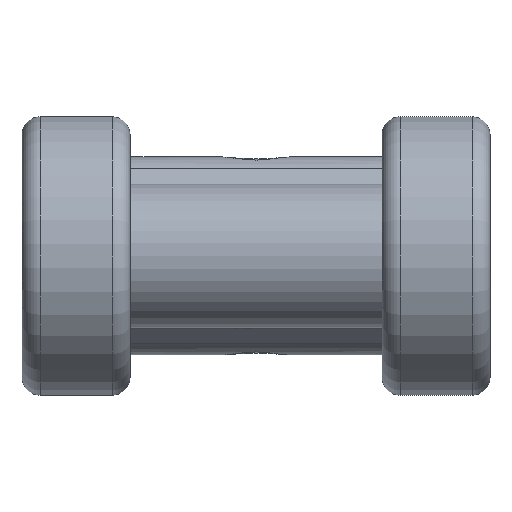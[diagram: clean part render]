
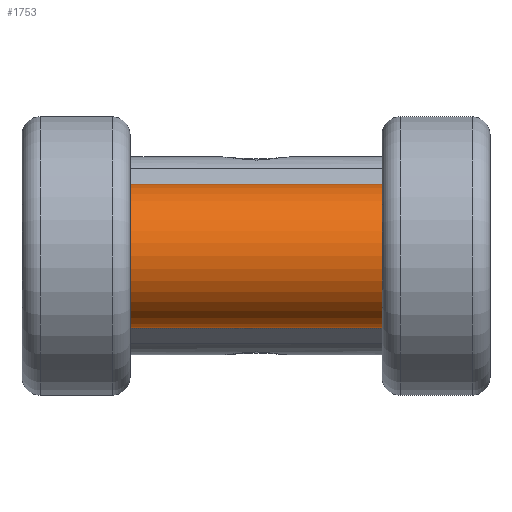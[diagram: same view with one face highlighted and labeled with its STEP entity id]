
A CAD part, front view. The second image highlights one B-rep face of the part: STEP entity #1753.
In plain terms, the highlighted cylindrical face has radius 8 mm (diameter 16 mm), a full revolution.
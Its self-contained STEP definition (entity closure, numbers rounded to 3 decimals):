
#1753=ADVANCED_FACE('',(#2101,#2102),#2058,.T.);
#2058=CYLINDRICAL_SURFACE('',#5470,8.);
#2101=FACE_BOUND('',#2138,.T.);
#2102=FACE_BOUND('',#2139,.T.);
#2138=EDGE_LOOP('',(#2474));
#2139=EDGE_LOOP('',(#2475));
#2474=ORIENTED_EDGE('',*,*,#4532,.F.);
#2475=ORIENTED_EDGE('',*,*,#4533,.T.);
#4032=VERTEX_POINT('',#6920);
#4033=VERTEX_POINT('',#6922);
#4532=EDGE_CURVE('',#4032,#4032,#5312,.T.);
#4533=EDGE_CURVE('',#4033,#4033,#5313,.T.);
#5312=CIRCLE('',#5468,8.);
#5313=CIRCLE('',#5469,8.);
#5468=AXIS2_PLACEMENT_3D('',#6919,#5821,#5822);
#5469=AXIS2_PLACEMENT_3D('',#6921,#5823,#5824);
#5470=AXIS2_PLACEMENT_3D('',#6923,#5825,#5826);
#5821=DIRECTION('',(-1.,0.,0.));
#5822=DIRECTION('',(0.,0.,1.));
#5823=DIRECTION('',(-1.,0.,0.));
#5824=DIRECTION('',(0.,0.,1.));
#5825=DIRECTION('',(1.,0.,0.));
#5826=DIRECTION('',(0.,0.,-1.));
#6919=CARTESIAN_POINT('',(-26.,15.5,0.));
#6920=CARTESIAN_POINT('',(-26.,15.5,8.));
#6921=CARTESIAN_POINT('',(26.,15.5,0.));
#6922=CARTESIAN_POINT('',(26.,15.5,8.));
#6923=CARTESIAN_POINT('',(-26.,15.5,0.));
